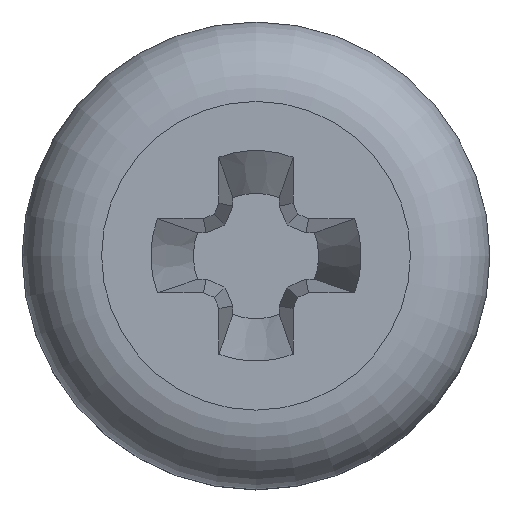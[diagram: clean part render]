
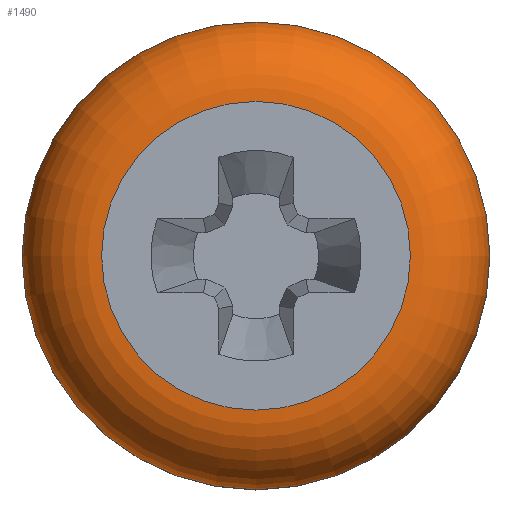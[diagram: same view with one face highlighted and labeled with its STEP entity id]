
A CAD part, top view. The second image highlights one B-rep face of the part: STEP entity #1490.
In plain terms, the highlighted toroidal (fillet/blend) face has major radius 1.32 mm and minor radius 0.68 mm.
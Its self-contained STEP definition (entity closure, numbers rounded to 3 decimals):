
#39=TOROIDAL_SURFACE('',#1598,1.32,0.68);
#160=FACE_OUTER_BOUND('',#240,.T.);
#240=EDGE_LOOP('',(#1136,#1137,#1138,#1139,#1140,#1141,#1142));
#278=CIRCLE('',#1599,2.);
#279=CIRCLE('',#1600,2.);
#280=CIRCLE('',#1601,0.68);
#281=CIRCLE('',#1602,1.32);
#282=CIRCLE('',#1603,1.32);
#283=CIRCLE('',#1604,2.);
#645=VERTEX_POINT('',#6575);
#646=VERTEX_POINT('',#6576);
#647=VERTEX_POINT('',#6578);
#648=VERTEX_POINT('',#6580);
#649=VERTEX_POINT('',#6582);
#852=EDGE_CURVE('',#645,#646,#278,.T.);
#853=EDGE_CURVE('',#647,#645,#279,.T.);
#854=EDGE_CURVE('',#647,#648,#280,.T.);
#855=EDGE_CURVE('',#648,#649,#281,.T.);
#856=EDGE_CURVE('',#649,#648,#282,.T.);
#857=EDGE_CURVE('',#646,#647,#283,.T.);
#1136=ORIENTED_EDGE('',*,*,#852,.F.);
#1137=ORIENTED_EDGE('',*,*,#853,.F.);
#1138=ORIENTED_EDGE('',*,*,#854,.T.);
#1139=ORIENTED_EDGE('',*,*,#855,.T.);
#1140=ORIENTED_EDGE('',*,*,#856,.T.);
#1141=ORIENTED_EDGE('',*,*,#854,.F.);
#1142=ORIENTED_EDGE('',*,*,#857,.F.);
#1490=ADVANCED_FACE('',(#160),#39,.T.);
#1598=AXIS2_PLACEMENT_3D('',#6574,#1811,#1812);
#1599=AXIS2_PLACEMENT_3D('',#6577,#1813,#1814);
#1600=AXIS2_PLACEMENT_3D('',#6579,#1815,#1816);
#1601=AXIS2_PLACEMENT_3D('',#6581,#1817,#1818);
#1602=AXIS2_PLACEMENT_3D('',#6583,#1819,#1820);
#1603=AXIS2_PLACEMENT_3D('',#6584,#1821,#1822);
#1604=AXIS2_PLACEMENT_3D('',#6585,#1823,#1824);
#1811=DIRECTION('center_axis',(0.,0.,-1.));
#1812=DIRECTION('ref_axis',(0.,1.,0.));
#1813=DIRECTION('center_axis',(0.,0.,-1.));
#1814=DIRECTION('ref_axis',(0.,1.,0.));
#1815=DIRECTION('center_axis',(0.,0.,-1.));
#1816=DIRECTION('ref_axis',(0.,1.,0.));
#1817=DIRECTION('center_axis',(-1.,0.,0.));
#1818=DIRECTION('ref_axis',(0.,-1.,0.));
#1819=DIRECTION('center_axis',(0.,0.,-1.));
#1820=DIRECTION('ref_axis',(0.,1.,0.));
#1821=DIRECTION('center_axis',(0.,0.,-1.));
#1822=DIRECTION('ref_axis',(0.,1.,0.));
#1823=DIRECTION('center_axis',(0.,0.,-1.));
#1824=DIRECTION('ref_axis',(0.,1.,0.));
#6574=CARTESIAN_POINT('Origin',(0.,0.,0.92));
#6575=CARTESIAN_POINT('',(-2.,0.,0.92));
#6576=CARTESIAN_POINT('',(2.,0.,0.92));
#6577=CARTESIAN_POINT('Origin',(0.,0.,0.92));
#6578=CARTESIAN_POINT('',(0.,-2.,0.92));
#6579=CARTESIAN_POINT('Origin',(0.,0.,0.92));
#6580=CARTESIAN_POINT('',(0.,-1.32,1.6));
#6581=CARTESIAN_POINT('Origin',(0.,-1.32,0.92));
#6582=CARTESIAN_POINT('',(0.,1.32,1.6));
#6583=CARTESIAN_POINT('Origin',(0.,0.,1.6));
#6584=CARTESIAN_POINT('Origin',(0.,0.,1.6));
#6585=CARTESIAN_POINT('Origin',(0.,0.,0.92));
